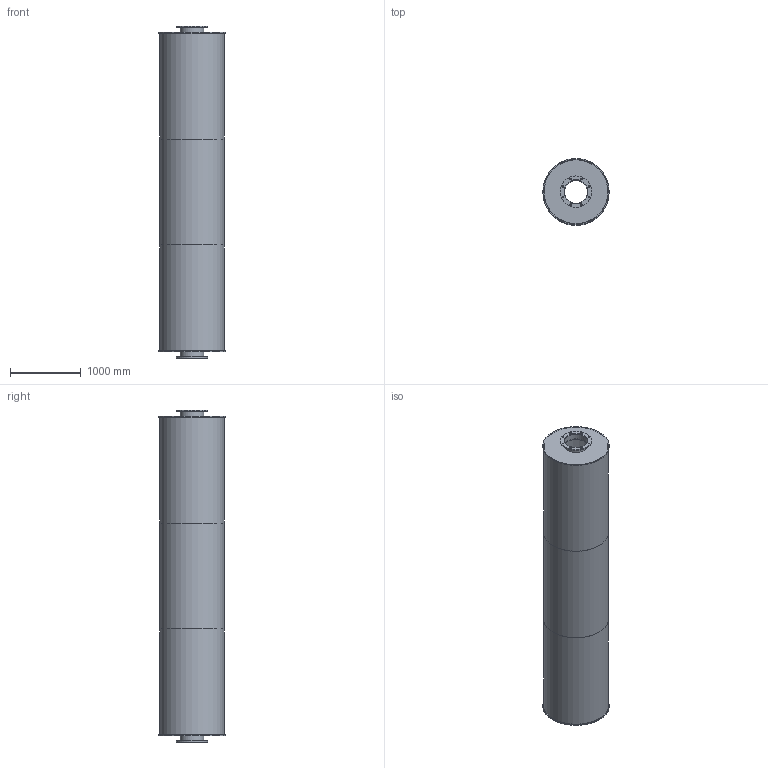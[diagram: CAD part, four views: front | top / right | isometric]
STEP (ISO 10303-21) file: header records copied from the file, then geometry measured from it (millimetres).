
FILE_DESCRIPTION(/* description */ (''),/* implementation_level */ '2;1');
FILE_NAME(/* name */ 'LSAD 13.stp',/* time_stamp */ '2014-10-17T15:44:35+02:00',/* author */ ('Tekenkamer'),/* organization */ (''),/* preprocessor_version */ 'ST-DEVELOPER v15.6',/* originating_system */ 'Autodesk Inventor 2015',/* authorisation */ '');
FILE_SCHEMA (('AUTOMOTIVE_DESIGN { 1 0 10303 214 3 1 1 }'));
Length unit declared in the file: millimetre
Products named in the file (1): MAAT3D
Bounding box: 940 x 940 x 4700 mm (x, y, z)
Volume: 51059111.6 mm3; surface area: 28978122.9 mm2
Topology: 9 solids, 9 shells, 52 faces, 102 edges, 68 vertices
Faces by surface type: cylinder 34, plane 18
Full cylindrical faces by diameter (mm): 22 x16, 329 x2, 335 x2, 337 x4, 445 x2, 905 x3, 911 x3, 940 x2
Entity records: 1327 total; most frequent: DIRECTION 242, CARTESIAN_POINT 189, EDGE_LOOP 136, ORIENTED_EDGE 136, AXIS2_PLACEMENT_3D 121, FACE_BOUND 84, CIRCLE 68, VERTEX_POINT 68
